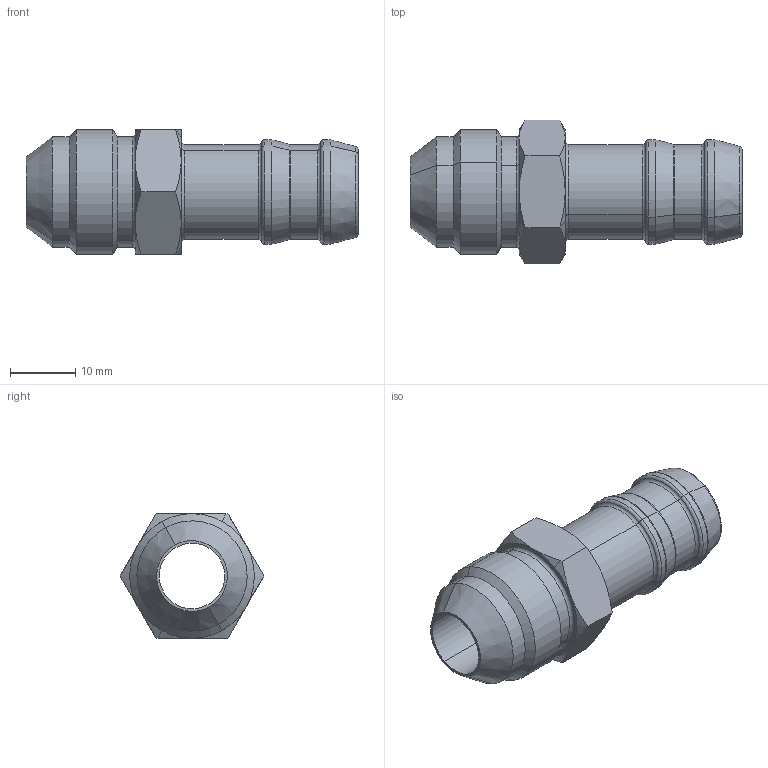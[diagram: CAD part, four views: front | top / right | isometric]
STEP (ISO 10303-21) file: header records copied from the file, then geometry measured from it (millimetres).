
FILE_DESCRIPTION(('CATIA V5 STEP Exchange'),'2;1');
FILE_NAME('A310_PHL_005_EMBOUT_CARBURANT_DASH_08_SAPIN_16.stp','2024-06-02T16:22:02+00:00',('none'),('none'),'CATIA Version 5 Release 19 GA (IN-10)','CATIA V5 STEP AP203','none');
FILE_SCHEMA(('CONFIG_CONTROL_DESIGN'));
Length unit declared in the file: millimetre
Products named in the file (1): A310_PHL_005_EMBOUT_CARBURANT_DASH_08_SAPIN_16
Bounding box: 50.7 x 21.94 x 19.04 mm (x, y, z)
Volume: 6687.2 mm3; surface area: 4608.5 mm2
Topology: 1 solids, 1 shells, 74 faces, 156 edges, 86 vertices
Faces by surface type: cone 26, torus 22, cylinder 16, plane 10
Entity records: 1806 total; most frequent: CARTESIAN_POINT 393, ORIENTED_EDGE 312, DIRECTION 212, EDGE_CURVE 156, AXIS2_PLACEMENT_3D 135, CIRCLE 92, VERTEX_POINT 86, EDGE_LOOP 78
